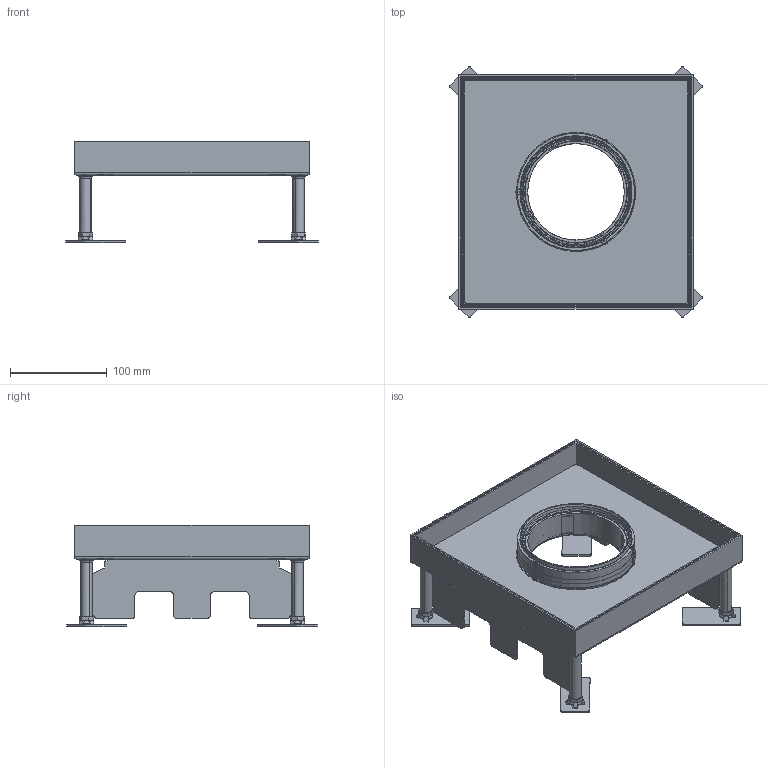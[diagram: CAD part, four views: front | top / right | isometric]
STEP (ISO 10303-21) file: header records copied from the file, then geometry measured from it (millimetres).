
FILE_DESCRIPTION(/* description */ (''),/* implementation_level */ '2;1');
FILE_NAME(/* name */ '7409370',/* time_stamp */ '2015-08-10T15:57:28+02:00',/* author */ (''),/* organization */ (''),/* preprocessor_version */ 'ST-DEVELOPER v15',/* originating_system */ '',/* authorisation */ '');
FILE_SCHEMA (('CONFIG_CONTROL_DESIGN'));
Length unit declared in the file: millimetre
Products named in the file (2): Document; Block 01
Assembly tree (1 placements, depth 2):
  Document
    Block 01
Bounding box: 260.76 x 258.76 x 104.5 mm (x, y, z)
Volume: 509255 mm3; surface area: 471796.4 mm2
Topology: 19 solids, 24 shells, 1000 faces, 2515 edges, 1549 vertices
Faces by surface type: bspline 610, plane 390
Entity records: 40662 total; most frequent: CARTESIAN_POINT 25896, ORIENTED_EDGE 4958, EDGE_CURVE 2515, VERTEX_POINT 1549, EDGE_LOOP 1094, B_SPLINE_CURVE_WITH_KNOTS 1091, ADVANCED_FACE 1000, FACE_OUTER_BOUND 1000
